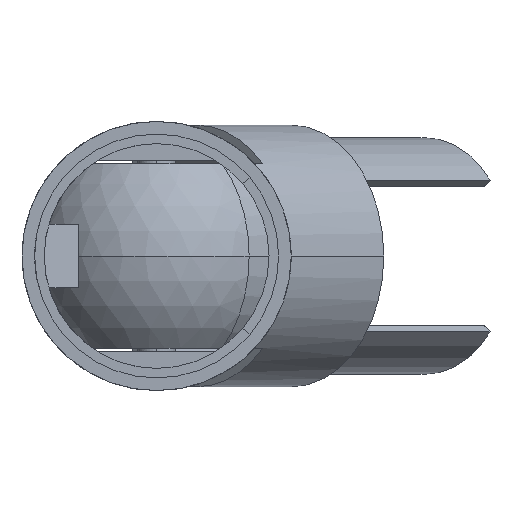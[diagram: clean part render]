
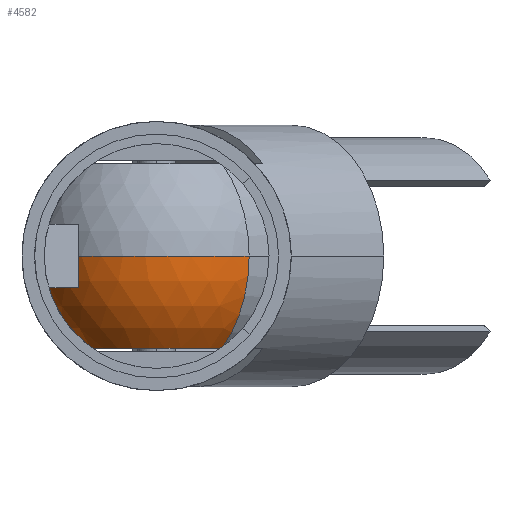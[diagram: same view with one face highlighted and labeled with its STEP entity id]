
A CAD part, left-side view. The second image highlights one B-rep face of the part: STEP entity #4582.
In plain terms, the highlighted spherical face has radius 20.6 mm.
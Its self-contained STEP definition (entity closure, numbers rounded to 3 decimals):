
#102 = AXIS2_PLACEMENT_3D ( 'NONE', #4194, #7945, #6778 ) ;
#208 = VERTEX_POINT ( 'NONE', #2207 ) ;
#343 = CARTESIAN_POINT ( 'NONE',  ( 0., 0., -14.5 ) ) ;
#362 = DIRECTION ( 'NONE',  ( -0.707, -0.707, 0. ) ) ;
#925 = CARTESIAN_POINT ( 'NONE',  ( -14.566, -14.566, 0. ) ) ;
#1068 = CARTESIAN_POINT ( 'NONE',  ( 0., 0., 0. ) ) ;
#1121 = ORIENTED_EDGE ( 'NONE', *, *, #6768, .T. ) ;
#1132 = VERTEX_POINT ( 'NONE', #925 ) ;
#1138 = CARTESIAN_POINT ( 'NONE',  ( 14.566, 14.566, 0. ) ) ;
#1428 = CARTESIAN_POINT ( 'NONE',  ( 0., 0., 0. ) ) ;
#1489 = DIRECTION ( 'NONE',  ( 0., 0., -1. ) ) ;
#1676 = AXIS2_PLACEMENT_3D ( 'NONE', #7413, #7999, #5413 ) ;
#2147 = DIRECTION ( 'NONE',  ( 1., 0., 0. ) ) ;
#2204 = CIRCLE ( 'NONE', #5397, 20.6 ) ;
#2207 = CARTESIAN_POINT ( 'NONE',  ( 10.347, 10.347, -14.5 ) ) ;
#2490 = ORIENTED_EDGE ( 'NONE', *, *, #3486, .T. ) ;
#2785 = CARTESIAN_POINT ( 'NONE',  ( -10.347, -10.347, -14.5 ) ) ;
#2875 = VERTEX_POINT ( 'NONE', #2785 ) ;
#3248 = AXIS2_PLACEMENT_3D ( 'NONE', #343, #5315, #2147 ) ;
#3486 = EDGE_CURVE ( 'NONE', #208, #2875, #3516, .T. ) ;
#3516 = CIRCLE ( 'NONE', #3248, 14.632 ) ;
#4014 = DIRECTION ( 'NONE',  ( -1., 0., 0. ) ) ;
#4194 = CARTESIAN_POINT ( 'NONE',  ( 0., 0., 0. ) ) ;
#4199 = DIRECTION ( 'NONE',  ( -0.707, 0.707, 0. ) ) ;
#4330 = EDGE_CURVE ( 'NONE', #5529, #5261, #6497, .T. ) ;
#4363 = ORIENTED_EDGE ( 'NONE', *, *, #8046, .T. ) ;
#4367 = AXIS2_PLACEMENT_3D ( 'NONE', #4531, #1489, #5156 ) ;
#4531 = CARTESIAN_POINT ( 'NONE',  ( 0., 0., 0. ) ) ;
#4582 = ADVANCED_FACE ( 'NONE', ( #6489 ), #6447, .T. ) ;
#4764 = CIRCLE ( 'NONE', #5433, 20.6 ) ;
#5156 = DIRECTION ( 'NONE',  ( 0.707, 0.707, 0. ) ) ;
#5261 = VERTEX_POINT ( 'NONE', #6140 ) ;
#5315 = DIRECTION ( 'NONE',  ( 0., 0., 1. ) ) ;
#5397 = AXIS2_PLACEMENT_3D ( 'NONE', #1068, #4199, #362 ) ;
#5413 = DIRECTION ( 'NONE',  ( -0.707, -0.707, 0. ) ) ;
#5433 = AXIS2_PLACEMENT_3D ( 'NONE', #1428, #6512, #4014 ) ;
#5529 = VERTEX_POINT ( 'NONE', #1138 ) ;
#5955 = EDGE_CURVE ( 'NONE', #1132, #5261, #4764, .T. ) ;
#6140 = CARTESIAN_POINT ( 'NONE',  ( -14.566, 14.566, 0. ) ) ;
#6447 = SPHERICAL_SURFACE ( 'NONE', #4367, 20.6 ) ;
#6489 = FACE_OUTER_BOUND ( 'NONE', #7891, .T. ) ;
#6497 = CIRCLE ( 'NONE', #102, 20.6 ) ;
#6512 = DIRECTION ( 'NONE',  ( 0., 0., -1. ) ) ;
#6768 = EDGE_CURVE ( 'NONE', #2875, #1132, #2204, .T. ) ;
#6778 = DIRECTION ( 'NONE',  ( 1., 0., 0. ) ) ;
#7413 = CARTESIAN_POINT ( 'NONE',  ( 0., 0., 0. ) ) ;
#7594 = ORIENTED_EDGE ( 'NONE', *, *, #5955, .T. ) ;
#7667 = CIRCLE ( 'NONE', #1676, 20.6 ) ;
#7715 = ORIENTED_EDGE ( 'NONE', *, *, #4330, .F. ) ;
#7891 = EDGE_LOOP ( 'NONE', ( #1121, #7594, #7715, #4363, #2490 ) ) ;
#7945 = DIRECTION ( 'NONE',  ( 0., 0., 1. ) ) ;
#7999 = DIRECTION ( 'NONE',  ( -0.707, 0.707, 0. ) ) ;
#8046 = EDGE_CURVE ( 'NONE', #5529, #208, #7667, .T. ) ;
